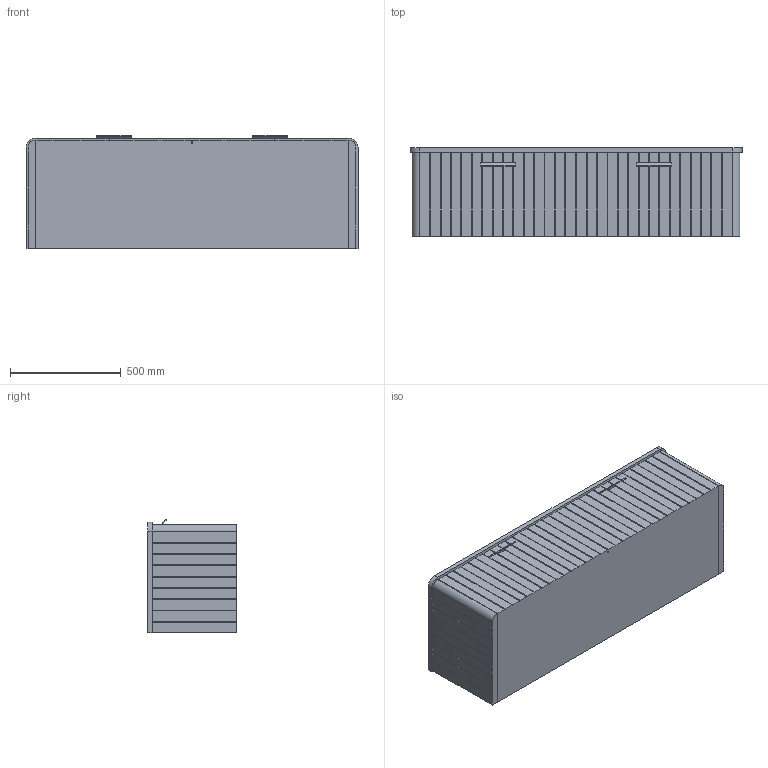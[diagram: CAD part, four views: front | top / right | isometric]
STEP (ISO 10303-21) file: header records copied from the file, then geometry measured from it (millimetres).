
FILE_DESCRIPTION (( 'STEP AP214' ), '1' );
FILE_NAME ('Kado Neue 1500 All Drawer.STEP', '2019-07-10T05:45:11', ( '' ), ( '' ), 'SwSTEP 2.0', 'SolidWorks 2015', '' );
FILE_SCHEMA (( 'AUTOMOTIVE_DESIGN' ));
Length unit declared in the file: millimetre
Products named in the file (3): Kado Neue 1500 All Drawer; Hammer
Assembly tree (3 placements, depth 2):
  Kado Neue 1500 All Drawer
    Kado Neue 1500 All Drawer
    Hammer  x2
Bounding box: 1500 x 400 x 513.55 mm (x, y, z)
Volume: 67587699.5 mm3; surface area: 6644976.7 mm2
Topology: 6 solids, 6 shells, 263 faces, 710 edges, 452 vertices
Faces by surface type: plane 195, cylinder 48, sphere 20
Entity records: 7026 total; most frequent: CARTESIAN_POINT 1245, ORIENTED_EDGE 1210, DIRECTION 1111, EDGE_CURVE 605, LINE 543, VECTOR 543, VERTEX_POINT 394, AXIS2_PLACEMENT_3D 284
